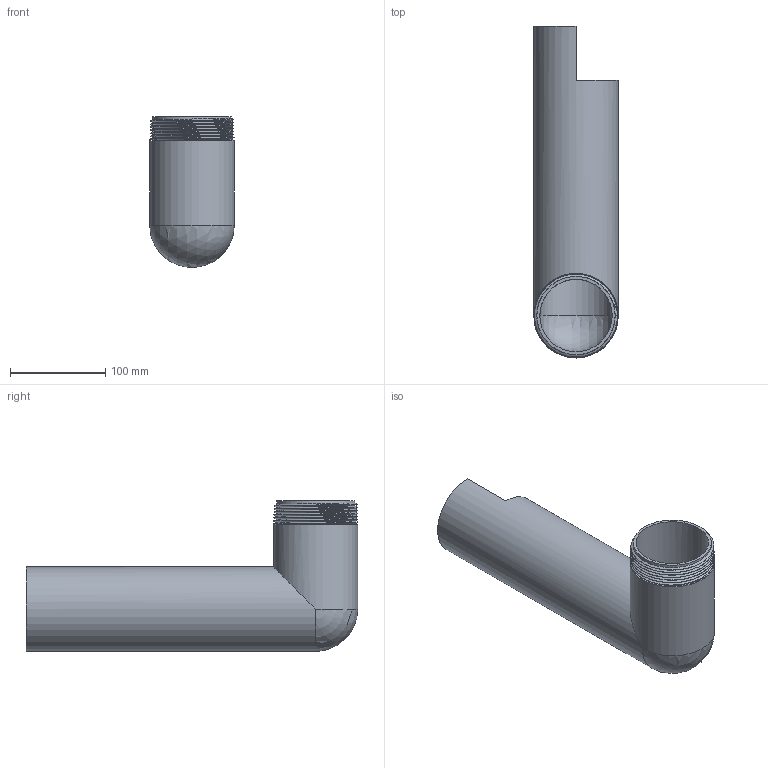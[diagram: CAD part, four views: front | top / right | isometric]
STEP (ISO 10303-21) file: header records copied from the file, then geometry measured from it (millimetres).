
FILE_DESCRIPTION(/* description */ (''),/* implementation_level */ '2;1');
FILE_NAME(/* name */ 'ST300.stp',/* time_stamp */ '2016-08-10T11:30:11-04:00',/* author */ ('DMK'),/* organization */ (''),/* preprocessor_version */ 'ST-DEVELOPER v16.1',/* originating_system */ 'Autodesk Inventor 2016',/* authorisation */ '');
FILE_SCHEMA (('AUTOMOTIVE_DESIGN { 1 0 10303 214 3 1 1 }'));
Length unit declared in the file: inch
Products named in the file (1): ST300
Bounding box: 88.9 x 349.25 x 158.75 mm (x, y, z)
Volume: 620861.8 mm3; surface area: 208050.8 mm2
Topology: 1 solids, 1 shells, 26 faces, 70 edges, 41 vertices
Faces by surface type: cone 11, plane 5, cylinder 5, bspline 3, sphere 2
Full cylindrical faces by diameter (mm): 76.2 x2, 88.9 x2
Entity records: 2239 total; most frequent: CARTESIAN_POINT 1825, DIRECTION 77, ORIENTED_EDGE 74, EDGE_CURVE 37, AXIS2_PLACEMENT_3D 33, EDGE_LOOP 26, VERTEX_POINT 25, FACE_OUTER_BOUND 19
